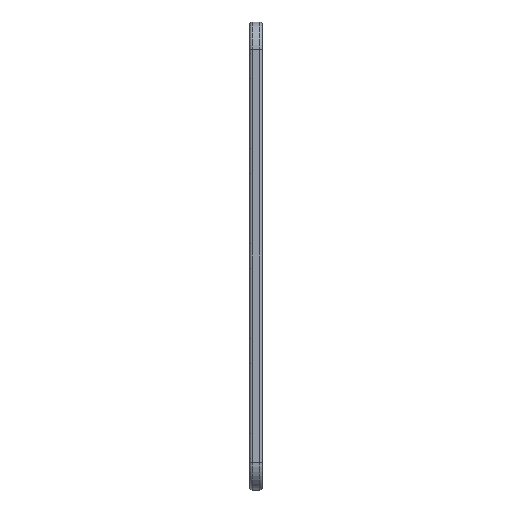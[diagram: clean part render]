
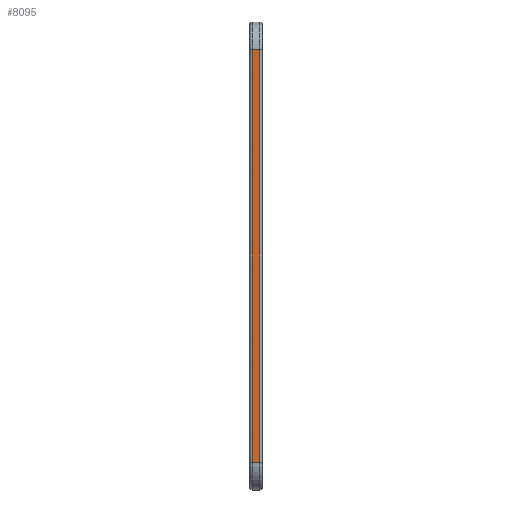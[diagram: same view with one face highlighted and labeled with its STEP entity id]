
A CAD part, left-side view. The second image highlights one B-rep face of the part: STEP entity #8095.
In plain terms, the highlighted planar face has unit normal (-1, 0, 0).
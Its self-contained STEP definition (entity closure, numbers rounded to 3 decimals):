
#446=LINE('',#13624,#1039);
#448=LINE('',#13630,#1041);
#449=LINE('',#13632,#1042);
#450=LINE('',#13633,#1043);
#1039=VECTOR('',#10978,10.);
#1041=VECTOR('',#10984,10.);
#1042=VECTOR('',#10985,10.);
#1043=VECTOR('',#10986,10.);
#1363=PLANE('',#9004);
#2051=FACE_OUTER_BOUND('',#2822,.T.);
#2822=EDGE_LOOP('',(#6690,#6691,#6692,#6693));
#4475=VERTEX_POINT('',#13620);
#4477=VERTEX_POINT('',#13623);
#4479=VERTEX_POINT('',#13629);
#4480=VERTEX_POINT('',#13631);
#5359=EDGE_CURVE('',#4475,#4477,#446,.T.);
#5362=EDGE_CURVE('',#4479,#4475,#448,.T.);
#5363=EDGE_CURVE('',#4479,#4480,#449,.T.);
#5364=EDGE_CURVE('',#4477,#4480,#450,.T.);
#6690=ORIENTED_EDGE('',*,*,#5362,.F.);
#6691=ORIENTED_EDGE('',*,*,#5363,.T.);
#6692=ORIENTED_EDGE('',*,*,#5364,.F.);
#6693=ORIENTED_EDGE('',*,*,#5359,.F.);
#8095=ADVANCED_FACE('',(#2051),#1363,.F.);
#9004=AXIS2_PLACEMENT_3D('',#13628,#10982,#10983);
#10978=DIRECTION('',(0.,1.,0.));
#10982=DIRECTION('center_axis',(1.,0.,0.));
#10983=DIRECTION('ref_axis',(0.,-1.,0.));
#10984=DIRECTION('',(0.,0.,-1.));
#10985=DIRECTION('',(0.,1.,0.));
#10986=DIRECTION('',(0.,0.,1.));
#13620=CARTESIAN_POINT('',(-196.,1.,-25.));
#13623=CARTESIAN_POINT('',(-196.,4.,-25.));
#13624=CARTESIAN_POINT('',(-196.,5.,-25.));
#13628=CARTESIAN_POINT('Origin',(-196.,2.5,57.5));
#13629=CARTESIAN_POINT('',(-196.,1.,140.));
#13630=CARTESIAN_POINT('',(-196.,1.,57.5));
#13631=CARTESIAN_POINT('',(-196.,4.,140.));
#13632=CARTESIAN_POINT('',(-196.,5.,140.));
#13633=CARTESIAN_POINT('',(-196.,4.,57.5));
